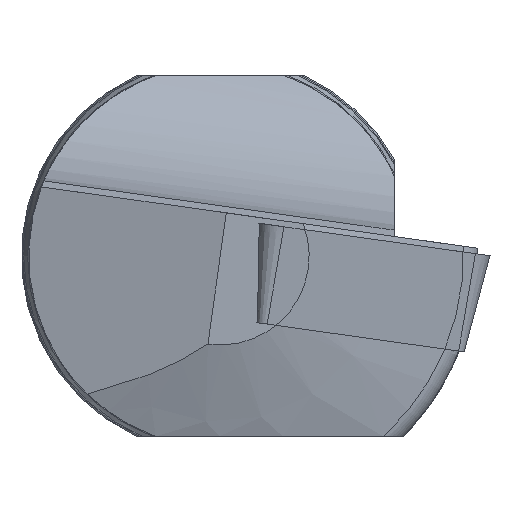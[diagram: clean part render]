
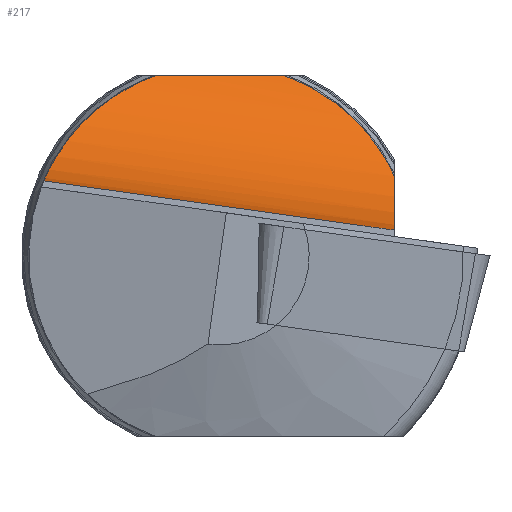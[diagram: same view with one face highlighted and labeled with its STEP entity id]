
A CAD part, left-side view. The second image highlights one B-rep face of the part: STEP entity #217.
In plain terms, the highlighted cylindrical face has radius 10 mm (diameter 20 mm), a partial arc.
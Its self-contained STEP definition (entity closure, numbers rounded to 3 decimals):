
#79=ELLIPSE('',#984,38.637,10.);
#80=ELLIPSE('',#985,10.098,10.);
#81=ELLIPSE('',#986,71.853,10.);
#91=CYLINDRICAL_SURFACE('',#987,10.);
#110=LINE('',#1539,#158);
#158=VECTOR('',#1137,1.);
#217=ADVANCED_FACE('',(#282),#91,.F.);
#282=FACE_OUTER_BOUND('',#328,.T.);
#328=EDGE_LOOP('',(#475,#476,#477,#478,#479,#480));
#385=B_SPLINE_CURVE_WITH_KNOTS('',3,(#1458,#1459,#1460,#1461,#1462,#1463),
 .UNSPECIFIED.,.F.,.F.,(4,2,4),(0.,0.5,1.),.UNSPECIFIED.);
#390=B_SPLINE_CURVE_WITH_KNOTS('',3,(#1530,#1531,#1532,#1533,#1534,#1535,
#1536,#1537),.UNSPECIFIED.,.F.,.F.,(4,2,2,4),(0.,0.5,0.75,1.),
 .UNSPECIFIED.);
#475=ORIENTED_EDGE('',*,*,#825,.F.);
#476=ORIENTED_EDGE('',*,*,#826,.T.);
#477=ORIENTED_EDGE('',*,*,#801,.F.);
#478=ORIENTED_EDGE('',*,*,#827,.T.);
#479=ORIENTED_EDGE('',*,*,#828,.F.);
#480=ORIENTED_EDGE('',*,*,#829,.T.);
#705=VERTEX_POINT('',#1464);
#706=VERTEX_POINT('',#1465);
#719=VERTEX_POINT('',#1525);
#720=VERTEX_POINT('',#1526);
#721=VERTEX_POINT('',#1529);
#722=VERTEX_POINT('',#1538);
#801=EDGE_CURVE('',#705,#706,#385,.T.);
#825=EDGE_CURVE('',#719,#720,#79,.T.);
#826=EDGE_CURVE('',#719,#706,#80,.T.);
#827=EDGE_CURVE('',#705,#721,#81,.T.);
#828=EDGE_CURVE('',#722,#721,#390,.T.);
#829=EDGE_CURVE('',#722,#720,#110,.T.);
#984=AXIS2_PLACEMENT_3D('',#1524,#1131,#1132);
#985=AXIS2_PLACEMENT_3D('',#1527,#1133,#1134);
#986=AXIS2_PLACEMENT_3D('',#1528,#1135,#1136);
#987=AXIS2_PLACEMENT_3D('',#1540,#1138,#1139);
#1131=DIRECTION('',(0.966,0.256,0.036));
#1132=DIRECTION('',(0.259,-0.957,-0.134));
#1133=DIRECTION('',(0.,-1.,0.));
#1134=DIRECTION('',(0.,0.,-1.));
#1135=DIRECTION('',(0.,0.,1.));
#1136=DIRECTION('',(0.,-1.,0.));
#1137=DIRECTION('',(0.,-0.99,-0.139));
#1138=DIRECTION('',(0.,-0.99,-0.139));
#1139=DIRECTION('',(0.,0.139,-0.99));
#1458=CARTESIAN_POINT('',(22.865,8.307,7.247));
#1459=CARTESIAN_POINT('',(22.751,7.237,6.864));
#1460=CARTESIAN_POINT('',(22.506,6.264,6.236));
#1461=CARTESIAN_POINT('',(21.604,4.747,4.746));
#1462=CARTESIAN_POINT('',(20.946,4.226,3.917));
#1463=CARTESIAN_POINT('',(20.111,3.9,3.205));
#1464=CARTESIAN_POINT('',(22.865,8.307,7.247));
#1465=CARTESIAN_POINT('',(20.111,3.9,3.205));
#1524=CARTESIAN_POINT('',(13.915,3.952,11.138));
#1525=CARTESIAN_POINT('',(14.305,3.9,1.041));
#1526=CARTESIAN_POINT('',(13.915,5.344,1.236));
#1527=CARTESIAN_POINT('',(13.915,3.9,11.131));
#1528=CARTESIAN_POINT('',(13.915,-23.737,7.247));
#1529=CARTESIAN_POINT('',(22.468,13.494,7.247));
#1530=CARTESIAN_POINT('',(13.915,17.985,3.012));
#1531=CARTESIAN_POINT('',(15.844,17.985,3.012));
#1532=CARTESIAN_POINT('',(17.741,17.81,3.573));
#1533=CARTESIAN_POINT('',(20.067,16.836,4.934));
#1534=CARTESIAN_POINT('',(20.745,16.38,5.466));
#1535=CARTESIAN_POINT('',(21.823,15.135,6.478));
#1536=CARTESIAN_POINT('',(22.208,14.364,6.936));
#1537=CARTESIAN_POINT('',(22.468,13.494,7.247));
#1538=CARTESIAN_POINT('',(13.915,17.985,3.012));
#1539=CARTESIAN_POINT('',(13.915,30.427,4.761));
#1540=CARTESIAN_POINT('',(13.915,29.036,14.664));
